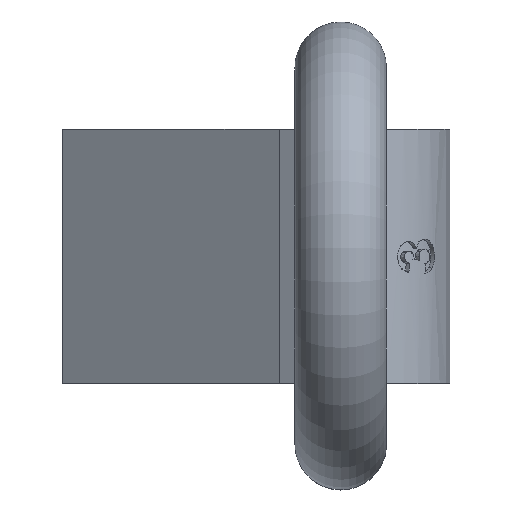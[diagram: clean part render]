
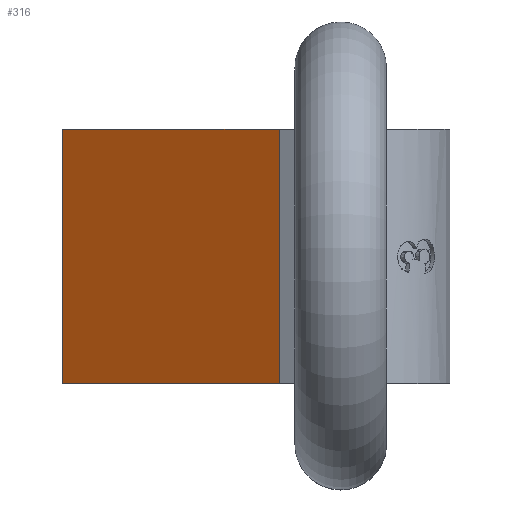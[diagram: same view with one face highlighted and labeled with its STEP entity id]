
A CAD part, top view. The second image highlights one B-rep face of the part: STEP entity #316.
In plain terms, the highlighted planar face has unit normal (-0.562, 0, 0.827).
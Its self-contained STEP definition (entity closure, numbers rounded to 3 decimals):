
#316=ADVANCED_FACE('',(#493),#435,.T.);
#435=PLANE('',#2329);
#493=FACE_OUTER_BOUND('',#608,.T.);
#608=EDGE_LOOP('',(#786,#787,#788,#789));
#786=ORIENTED_EDGE('',*,*,#1641,.F.);
#787=ORIENTED_EDGE('',*,*,#1642,.F.);
#788=ORIENTED_EDGE('',*,*,#1643,.T.);
#789=ORIENTED_EDGE('',*,*,#1633,.T.);
#1416=VERTEX_POINT('',#3211);
#1418=VERTEX_POINT('',#3214);
#1422=VERTEX_POINT('',#3229);
#1423=VERTEX_POINT('',#3231);
#1633=EDGE_CURVE('',#1418,#1416,#1934,.T.);
#1641=EDGE_CURVE('',#1422,#1416,#1939,.T.);
#1642=EDGE_CURVE('',#1423,#1422,#1940,.T.);
#1643=EDGE_CURVE('',#1423,#1418,#1941,.T.);
#1934=LINE('',#3213,#2114);
#1939=LINE('',#3228,#2119);
#1940=LINE('',#3230,#2120);
#1941=LINE('',#3232,#2121);
#2114=VECTOR('',#2482,1.);
#2119=VECTOR('',#2499,1.);
#2120=VECTOR('',#2500,1.);
#2121=VECTOR('',#2501,1.);
#2329=AXIS2_PLACEMENT_3D('',#3233,#2502,#2503);
#2482=DIRECTION('',(0.,1.,0.));
#2499=DIRECTION('',(0.827,0.,0.562));
#2500=DIRECTION('',(0.,1.,0.));
#2501=DIRECTION('',(0.827,0.,0.562));
#2502=DIRECTION('',(-0.562,0.,0.827));
#2503=DIRECTION('',(0.827,0.,0.562));
#3211=CARTESIAN_POINT('',(-12.092,25.,17.777));
#3213=CARTESIAN_POINT('',(-12.092,-25.,17.777));
#3214=CARTESIAN_POINT('',(-12.092,-25.,17.777));
#3228=CARTESIAN_POINT('',(-37.155,25.,0.73));
#3229=CARTESIAN_POINT('',(-54.756,25.,-11.242));
#3230=CARTESIAN_POINT('',(-54.756,-25.,-11.242));
#3231=CARTESIAN_POINT('',(-54.756,-25.,-11.242));
#3232=CARTESIAN_POINT('',(-37.155,-25.,0.73));
#3233=CARTESIAN_POINT('',(-37.155,-25.,0.73));
